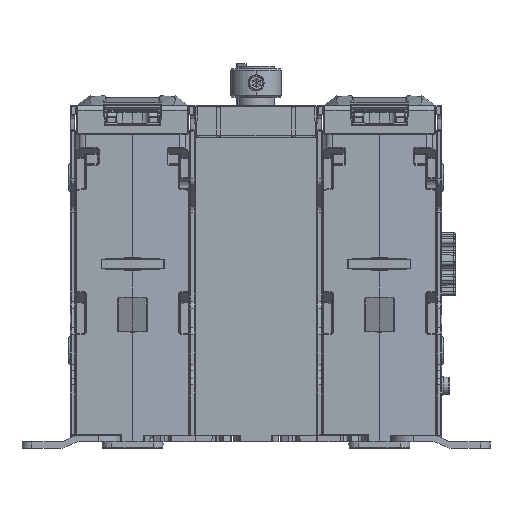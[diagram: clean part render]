
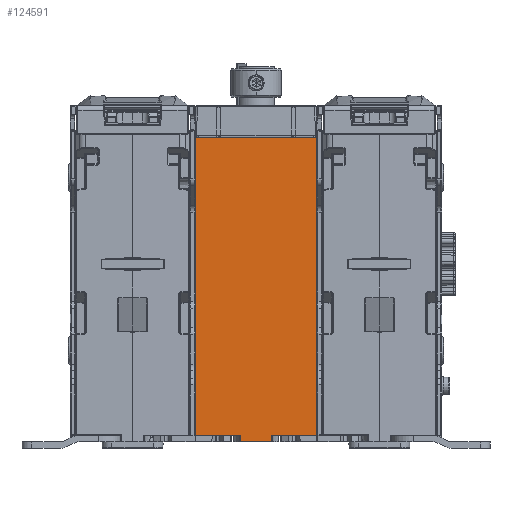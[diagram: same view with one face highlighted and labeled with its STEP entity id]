
A CAD part, front view. The second image highlights one B-rep face of the part: STEP entity #124591.
In plain terms, the highlighted face is planar.
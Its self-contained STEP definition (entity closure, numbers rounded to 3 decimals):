
#549=DIRECTION('',(-1.,0.,0.));
#550=VECTOR('',#549,38.);
#551=CARTESIAN_POINT('',(19.,97.,57.5));
#552=LINE('',#551,#550);
#2781=DIRECTION('',(0.,-1.,0.));
#2782=VECTOR('',#2781,93.);
#2783=CARTESIAN_POINT('',(-19.,97.,57.5));
#2784=LINE('',#2783,#2782);
#6883=DIRECTION('',(0.,-1.,0.));
#6884=VECTOR('',#6883,93.);
#6885=CARTESIAN_POINT('',(19.,97.,57.5));
#6886=LINE('',#6885,#6884);
#6887=DIRECTION('',(-1.,0.,0.));
#6888=VECTOR('',#6887,14.083);
#6889=CARTESIAN_POINT('',(19.,4.,57.5));
#6890=LINE('',#6889,#6888);
#6891=DIRECTION('',(-0.009,-1.,0.));
#6892=VECTOR('',#6891,2.);
#6893=CARTESIAN_POINT('',(4.917,4.,57.5));
#6894=LINE('',#6893,#6892);
#6895=DIRECTION('',(-0.009,1.,0.));
#6896=VECTOR('',#6895,2.);
#6897=CARTESIAN_POINT('',(-4.9,2.,57.5));
#6898=LINE('',#6897,#6896);
#6899=DIRECTION('',(-1.,0.,0.));
#6900=VECTOR('',#6899,14.083);
#6901=CARTESIAN_POINT('',(-4.917,4.,57.5));
#6902=LINE('',#6901,#6900);
#7083=DIRECTION('',(1.,0.,0.));
#7084=VECTOR('',#7083,9.8);
#7085=CARTESIAN_POINT('',(-4.9,2.,57.5));
#7086=LINE('',#7085,#7084);
#95946=CARTESIAN_POINT('',(-19.,97.,57.5));
#95947=CARTESIAN_POINT('',(-19.,4.,57.5));
#95948=VERTEX_POINT('',#95946);
#95949=VERTEX_POINT('',#95947);
#95978=CARTESIAN_POINT('',(19.,97.,57.5));
#95979=CARTESIAN_POINT('',(19.,4.,57.5));
#95980=VERTEX_POINT('',#95978);
#95981=VERTEX_POINT('',#95979);
#95990=CARTESIAN_POINT('',(4.917,4.,57.5));
#95991=VERTEX_POINT('',#95990);
#95992=CARTESIAN_POINT('',(4.9,2.,57.5));
#95993=VERTEX_POINT('',#95992);
#95994=CARTESIAN_POINT('',(-4.9,2.,57.5));
#95995=VERTEX_POINT('',#95994);
#95996=CARTESIAN_POINT('',(-4.917,4.,57.5));
#95997=VERTEX_POINT('',#95996);
#124573=CARTESIAN_POINT('',(-19.,20.05,57.5));
#124574=DIRECTION('',(0.,0.,1.));
#124575=DIRECTION('',(1.,0.,0.));
#124576=AXIS2_PLACEMENT_3D('',#124573,#124574,#124575);
#124577=PLANE('',#124576);
#124578=ORIENTED_EDGE('',*,*,#118634,.F.);
#124579=ORIENTED_EDGE('',*,*,#116602,.F.);
#124580=ORIENTED_EDGE('',*,*,#116951,.T.);
#124582=ORIENTED_EDGE('',*,*,#124581,.T.);
#124584=ORIENTED_EDGE('',*,*,#124583,.T.);
#124586=ORIENTED_EDGE('',*,*,#124585,.F.);
#124587=ORIENTED_EDGE('',*,*,#124558,.T.);
#124588=ORIENTED_EDGE('',*,*,#118719,.T.);
#124589=EDGE_LOOP('',(#124578,#124579,#124580,#124582,#124584,#124586,#124587,
#124588));
#124590=FACE_OUTER_BOUND('',#124589,.F.);
#116602=EDGE_CURVE('',#95980,#95948,#552,.T.);
#116951=EDGE_CURVE('',#95980,#95981,#6886,.T.);
#118634=EDGE_CURVE('',#95948,#95949,#2784,.T.);
#118719=EDGE_CURVE('',#95997,#95949,#6902,.T.);
#124558=EDGE_CURVE('',#95995,#95997,#6898,.T.);
#124581=EDGE_CURVE('',#95981,#95991,#6890,.T.);
#124583=EDGE_CURVE('',#95991,#95993,#6894,.T.);
#124585=EDGE_CURVE('',#95995,#95993,#7086,.T.);
#124591=ADVANCED_FACE('',(#124590),#124577,.T.);
